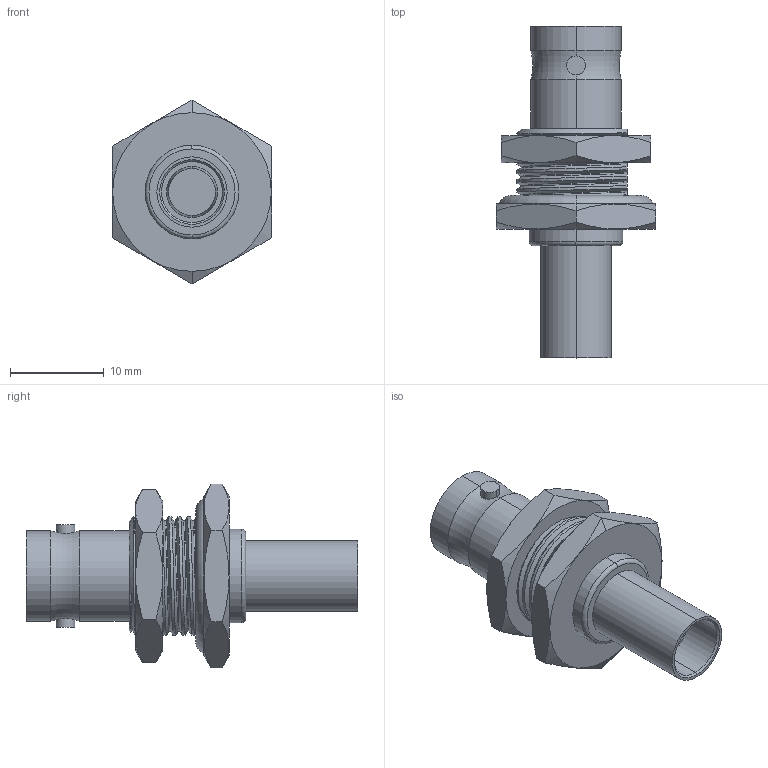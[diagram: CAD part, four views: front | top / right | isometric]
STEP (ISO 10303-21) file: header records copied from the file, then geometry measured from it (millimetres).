
FILE_DESCRIPTION((''),'2;1');
FILE_NAME('2','2021-09-06T',('Administrator'),(''),'PRO/ENGINEER BY PARAMETRIC TECHNOLOGY CORPORATION, 2012090','PRO/ENGINEER BY PARAMETRIC TECHNOLOGY CORPORATION, 2012090','');
FILE_SCHEMA(('CONFIG_CONTROL_DESIGN'));
Length unit declared in the file: millimetre
Products named in the file (1): 2
Bounding box: 17 x 35.45 x 19.63 mm (x, y, z)
Volume: 2753.5 mm3; surface area: 2534.2 mm2
Topology: 1 solids, 1 shells, 130 faces, 317 edges, 198 vertices
Faces by surface type: plane 45, cone 31, cylinder 26, bspline 22, torus 6
Entity records: 7487 total; most frequent: CARTESIAN_POINT 4597, ORIENTED_EDGE 630, DIRECTION 527, EDGE_CURVE 315, AXIS2_PLACEMENT_3D 210, VERTEX_POINT 198, EDGE_LOOP 141, FACE_OUTER_BOUND 130
